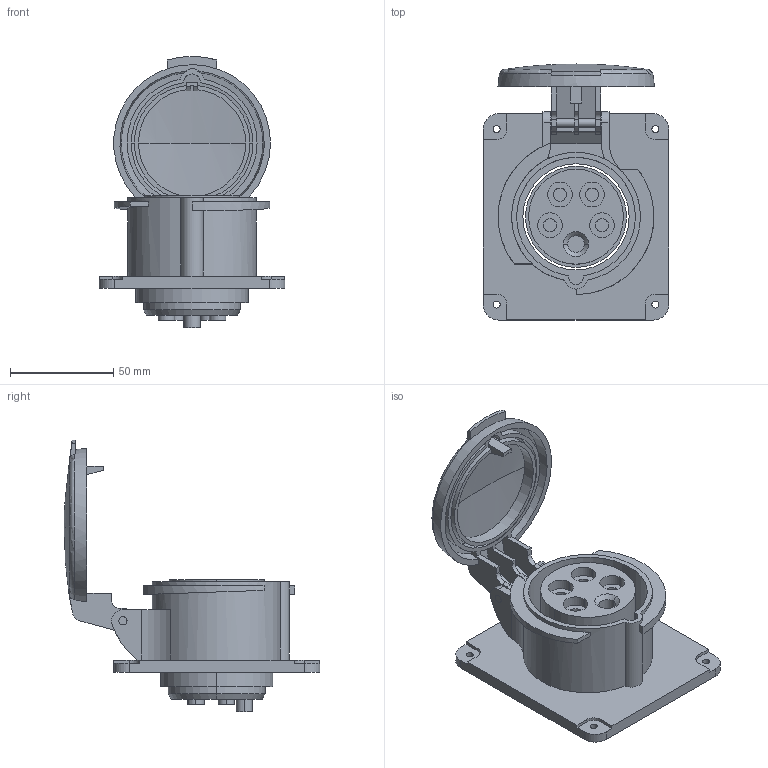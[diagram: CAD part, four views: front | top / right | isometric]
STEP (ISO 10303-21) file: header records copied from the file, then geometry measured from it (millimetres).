
FILE_DESCRIPTION((''),'2;1');
FILE_NAME('PKF16G435_3D-SIMPLIFIED_ASM','2023-02-14T12:34:07',('melanie.cordero'),(''),'CREO PARAMETRIC BY PTC INC, 2018260','CREO PARAMETRIC BY PTC INC, 2018260','');
FILE_SCHEMA(('CONFIG_CONTROL_DESIGN'));
Length unit declared in the file: millimetre
Products named in the file (5): PRT03_01; PRT03_02; PRT03_03; PRT03_04; PKF16G435_3D-SIMPLIFIED_ASM
Assembly tree (4 placements, depth 2):
  PKF16G435_3D-SIMPLIFIED_ASM
    PRT03_01
    PRT03_02
    PRT03_03
    PRT03_04
Bounding box: 90 x 124 x 131.5 mm (x, y, z)
Volume: 185580.4 mm3; surface area: 73306.5 mm2
Topology: 4 solids, 4 shells, 236 faces, 656 edges, 447 vertices
Faces by surface type: cylinder 109, plane 107, sphere 10, cone 4, torus 3, bspline 3
Entity records: 8135 total; most frequent: CARTESIAN_POINT 1669, DIRECTION 1420, ORIENTED_EDGE 1298, EDGE_CURVE 649, AXIS2_PLACEMENT_3D 563, VERTEX_POINT 447, CIRCLE 321, VECTOR 294
